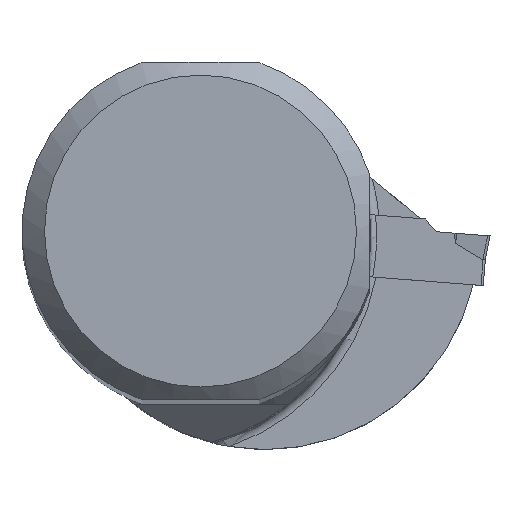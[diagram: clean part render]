
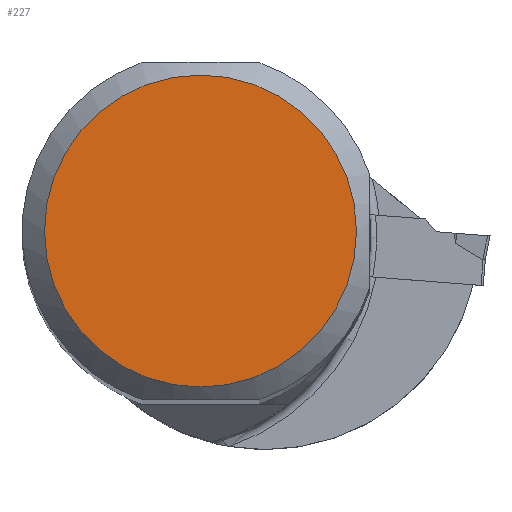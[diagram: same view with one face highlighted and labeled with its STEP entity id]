
A CAD part, top view. The second image highlights one B-rep face of the part: STEP entity #227.
In plain terms, the highlighted planar face has unit normal (0, 0, 1).
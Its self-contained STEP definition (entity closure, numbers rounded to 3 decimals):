
#227=ADVANCED_FACE('',(#348),#289,.F.);
#289=PLANE('',#1720);
#348=FACE_OUTER_BOUND('',#428,.T.);
#428=EDGE_LOOP('',(#694));
#500=CIRCLE('',#1712,13.875);
#694=ORIENTED_EDGE('',*,*,#1216,.T.);
#1039=VERTEX_POINT('',#2550);
#1216=EDGE_CURVE('',#1039,#1039,#500,.T.);
#1712=AXIS2_PLACEMENT_3D('',#2549,#1951,#1952);
#1720=AXIS2_PLACEMENT_3D('',#2559,#1968,#1969);
#1951=DIRECTION('',(0.,0.,1.));
#1952=DIRECTION('',(0.,1.,0.));
#1968=DIRECTION('',(0.,0.,-1.));
#1969=DIRECTION('',(0.,1.,0.));
#2549=CARTESIAN_POINT('',(0.,0.,0.));
#2550=CARTESIAN_POINT('',(0.,13.875,0.));
#2559=CARTESIAN_POINT('',(0.,0.,0.));
